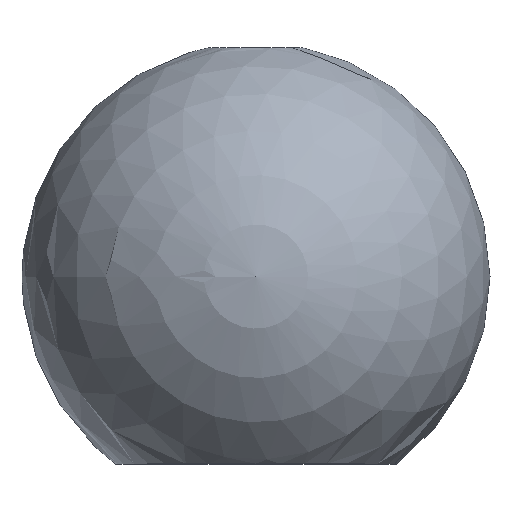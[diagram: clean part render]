
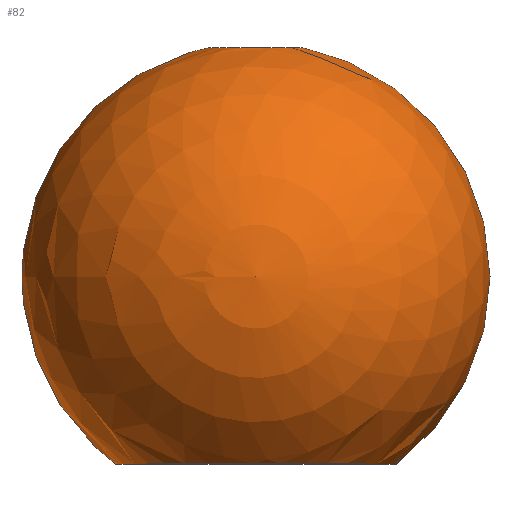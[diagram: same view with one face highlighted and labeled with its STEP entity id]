
A CAD part, top view. The second image highlights one B-rep face of the part: STEP entity #82.
In plain terms, the highlighted spherical face has radius 10 mm.
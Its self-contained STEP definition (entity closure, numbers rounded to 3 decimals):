
#15=SPHERICAL_SURFACE('',#105,10.);
#24=FACE_BOUND('',#37,.T.);
#25=FACE_BOUND('',#38,.T.);
#29=FACE_OUTER_BOUND('',#36,.T.);
#36=EDGE_LOOP('',(#69,#70));
#37=EDGE_LOOP('',(#71));
#38=EDGE_LOOP('',(#72));
#40=CIRCLE('',#99,6.);
#44=CIRCLE('',#106,10.);
#45=CIRCLE('',#107,2.);
#46=VERTEX_POINT('',#137);
#50=VERTEX_POINT('',#149);
#51=VERTEX_POINT('',#150);
#52=VERTEX_POINT('',#152);
#53=EDGE_CURVE('',#46,#46,#40,.T.);
#58=EDGE_CURVE('',#50,#51,#44,.T.);
#59=EDGE_CURVE('',#52,#52,#45,.T.);
#69=ORIENTED_EDGE('',*,*,#58,.T.);
#70=ORIENTED_EDGE('',*,*,#58,.F.);
#71=ORIENTED_EDGE('',*,*,#53,.T.);
#72=ORIENTED_EDGE('',*,*,#59,.F.);
#82=ADVANCED_FACE('',(#29,#24,#25),#15,.T.);
#99=AXIS2_PLACEMENT_3D('',#138,#113,#114);
#105=AXIS2_PLACEMENT_3D('',#148,#126,#127);
#106=AXIS2_PLACEMENT_3D('',#151,#128,#129);
#107=AXIS2_PLACEMENT_3D('',#153,#130,#131);
#113=DIRECTION('center_axis',(0.,1.,0.));
#114=DIRECTION('ref_axis',(0.,0.,-1.));
#126=DIRECTION('center_axis',(0.,0.,1.));
#127=DIRECTION('ref_axis',(1.,0.,0.));
#128=DIRECTION('center_axis',(0.,-1.,0.));
#129=DIRECTION('ref_axis',(-1.,0.,0.));
#130=DIRECTION('center_axis',(0.,1.,0.));
#131=DIRECTION('ref_axis',(1.,0.,0.));
#137=CARTESIAN_POINT('',(0.,2.,6.));
#138=CARTESIAN_POINT('Origin',(0.,2.,0.));
#148=CARTESIAN_POINT('Origin',(0.,10.,0.));
#149=CARTESIAN_POINT('',(0.,10.,10.));
#150=CARTESIAN_POINT('',(0.,10.,-10.));
#151=CARTESIAN_POINT('Origin',(0.,10.,0.));
#152=CARTESIAN_POINT('',(2.,19.798,0.));
#153=CARTESIAN_POINT('Origin',(0.,19.798,0.));
